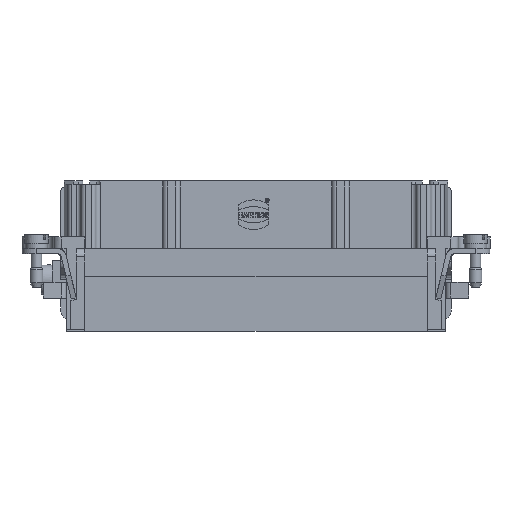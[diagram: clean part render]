
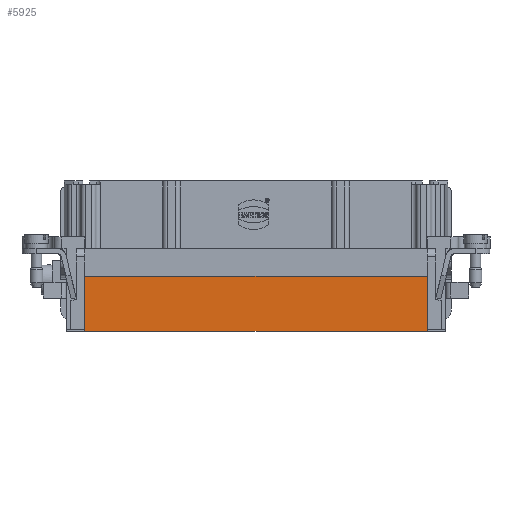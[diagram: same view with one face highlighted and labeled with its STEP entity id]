
A CAD part, front view. The second image highlights one B-rep face of the part: STEP entity #5925.
In plain terms, the highlighted planar face has unit normal (0, -1, 0).
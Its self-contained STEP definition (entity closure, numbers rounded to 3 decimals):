
#4595=FACE_OUTER_BOUND('',#9271,.T.);
#5925=ADVANCED_FACE('',(#4595),#7318,.F.);
#7318=PLANE('',#33362);
#9271=EDGE_LOOP('',(#12172,#12173,#12174,#12175));
#12172=ORIENTED_EDGE('',*,*,#22071,.F.);
#12173=ORIENTED_EDGE('',*,*,#21808,.T.);
#12174=ORIENTED_EDGE('',*,*,#22072,.F.);
#12175=ORIENTED_EDGE('',*,*,#22073,.T.);
#19088=VERTEX_POINT('',#48238);
#19089=VERTEX_POINT('',#48239);
#19309=VERTEX_POINT('',#49199);
#19310=VERTEX_POINT('',#49201);
#21808=EDGE_CURVE('',#19088,#19089,#27229,.T.);
#22071=EDGE_CURVE('',#19088,#19309,#27384,.T.);
#22072=EDGE_CURVE('',#19310,#19089,#27385,.T.);
#22073=EDGE_CURVE('',#19310,#19309,#27386,.T.);
#27229=LINE('',#48237,#29775);
#27384=LINE('',#49198,#29930);
#27385=LINE('',#49200,#29931);
#27386=LINE('',#49202,#29932);
#29775=VECTOR('',#36734,1.);
#29930=VECTOR('',#37035,1.);
#29931=VECTOR('',#37036,1.);
#29932=VECTOR('',#37037,1.);
#33362=AXIS2_PLACEMENT_3D('',#49203,#37038,#37039);
#36734=DIRECTION('',(1.,0.,0.));
#37035=DIRECTION('',(0.,0.,1.));
#37036=DIRECTION('',(0.,0.,-1.));
#37037=DIRECTION('',(-1.,0.,0.));
#37038=DIRECTION('',(0.,1.,0.));
#37039=DIRECTION('',(0.,0.,1.));
#48237=CARTESIAN_POINT('',(-40.25,-17.,-18.35));
#48238=CARTESIAN_POINT('',(-40.525,-17.,-18.35));
#48239=CARTESIAN_POINT('',(40.525,-17.,-18.35));
#49198=CARTESIAN_POINT('',(-40.525,-17.,-18.05));
#49199=CARTESIAN_POINT('',(-40.525,-17.,-5.35));
#49200=CARTESIAN_POINT('',(40.525,-17.,-18.05));
#49201=CARTESIAN_POINT('',(40.525,-17.,-5.35));
#49202=CARTESIAN_POINT('',(-40.6,-17.,-5.35));
#49203=CARTESIAN_POINT('',(-40.25,-17.,-19.65));
